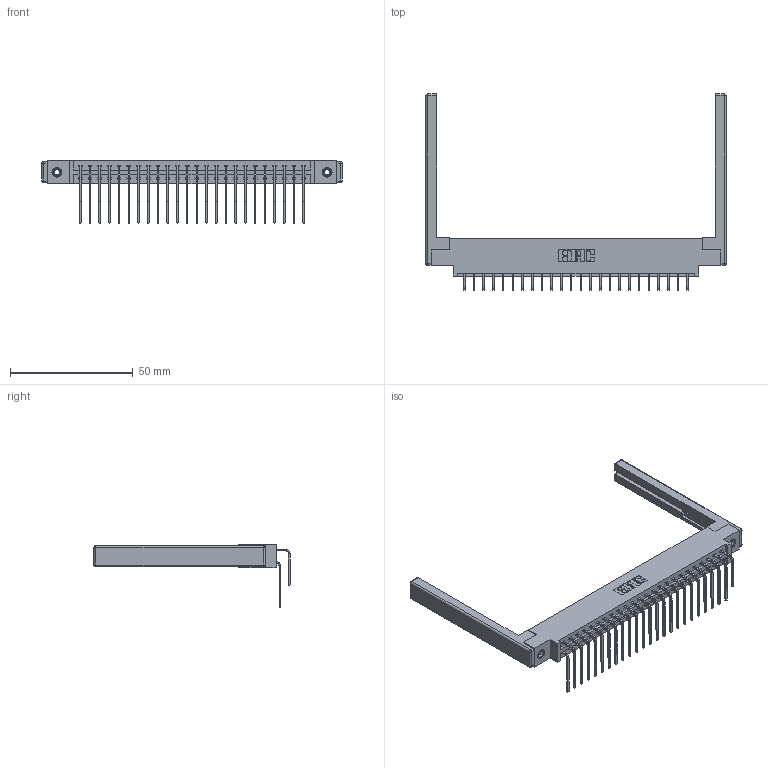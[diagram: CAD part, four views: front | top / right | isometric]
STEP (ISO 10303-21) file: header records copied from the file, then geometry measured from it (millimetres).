
FILE_DESCRIPTION (( 'STEP AP203' ), '1' );
FILE_NAME ('387-048-559-868.STEP', '2019-10-18T11:00:44', ( '' ), ( '' ), 'SwSTEP 2.0', 'SolidWorks 2016', '' );
FILE_SCHEMA (( 'CONFIG_CONTROL_DESIGN' ));
Length unit declared in the file: inch
Products named in the file (6): 345-292-001_558 559 Tail - 1; 345-292-001_559 Tail - 2; 345-250-001_345-250-001-102; 387-048-559-868; 337 Part_0.170 Offset - 0.156 Dia-TI; 307-220-068
Assembly tree (53 placements, depth 2):
  387-048-559-868
    337 Part_0.170 Offset - 0.156 Dia-TI
    345-292-001_558 559 Tail - 1  x24
    345-292-001_559 Tail - 2  x24
    345-250-001_345-250-001-102  x2
    307-220-068  x2
Bounding box: 122.53 x 79.95 x 25.53 mm (x, y, z)
Volume: 17217.7 mm3; surface area: 19865.4 mm2
Topology: 53 solids, 53 shells, 2960 faces, 8729 edges, 5734 vertices
Faces by surface type: plane 2082, cylinder 854, cone 12, sphere 8, torus 4
Entity records: 25612 total; most frequent: CARTESIAN_POINT 4342, ORIENTED_EDGE 4216, DIRECTION 3778, EDGE_CURVE 2108, VECTOR 1890, LINE 1890, VERTEX_POINT 1394, AXIS2_PLACEMENT_3D 944
